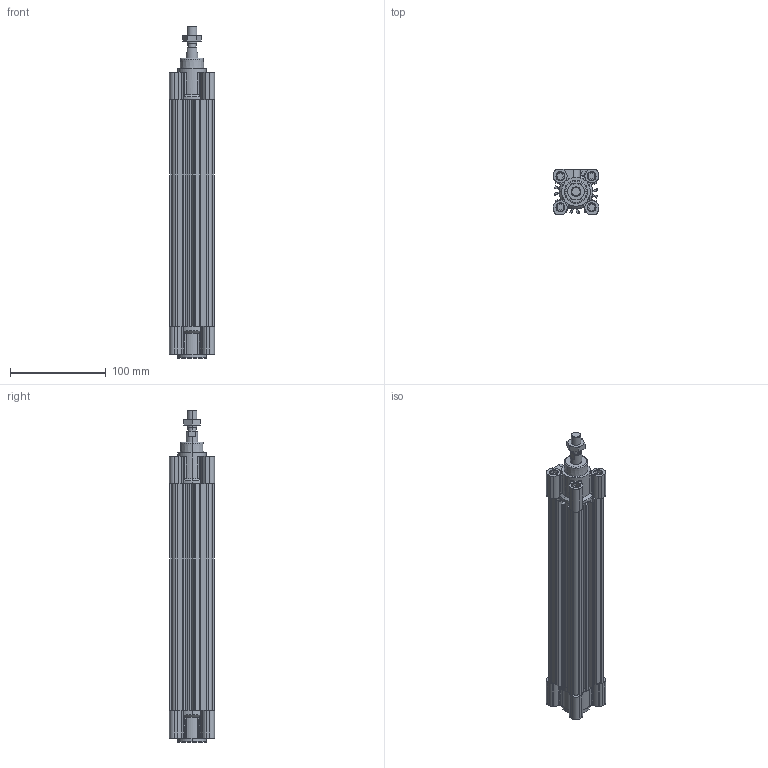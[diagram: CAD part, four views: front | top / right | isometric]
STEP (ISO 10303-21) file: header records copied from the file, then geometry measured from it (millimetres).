
FILE_DESCRIPTION (( 'STEP AP214' ), '1' );
FILE_NAME ('CP96SDB32-200C.step.step', '2015-04-29T14:23:06', ( 'Windows User' ), ( '' ), 'SwSTEP 2.0', 'SolidWorks 2015', '' );
FILE_SCHEMA (( 'AUTOMOTIVE_DESIGN' ));
Length unit declared in the file: millimetre
Products named in the file (7): CP96SDB32-200C.step_C96_Rod_32; CP96SDB32-200C.step_Cylinder_Tube_32; CP96SDB32-200C.step; CP96SDB32-200C.step_Rod_Nut_10x1.25; CP96SDB32-200C.step_Tie-rod_32; CP96SDB32-200C.step_32_Head_Cover; CP96SDB32-200C.step_32_Rod_Cover
Assembly tree (9 placements, depth 2):
  CP96SDB32-200C.step
    CP96SDB32-200C.step_Cylinder_Tube_32
    CP96SDB32-200C.step_C96_Rod_32
    CP96SDB32-200C.step_32_Rod_Cover
    CP96SDB32-200C.step_32_Head_Cover
    CP96SDB32-200C.step_Tie-rod_32  x4
    CP96SDB32-200C.step_Rod_Nut_10x1.25
Bounding box: 47 x 47 x 346 mm (x, y, z)
Volume: 393106 mm3; surface area: 178057.6 mm2
Topology: 9 solids, 9 shells, 539 faces, 1385 edges, 897 vertices
Faces by surface type: plane 263, cylinder 192, cone 80, torus 4
Entity records: 14674 total; most frequent: CARTESIAN_POINT 2833, DIRECTION 2474, ORIENTED_EDGE 2390, EDGE_CURVE 1195, AXIS2_PLACEMENT_3D 880, VERTEX_POINT 777, LINE 714, VECTOR 714
